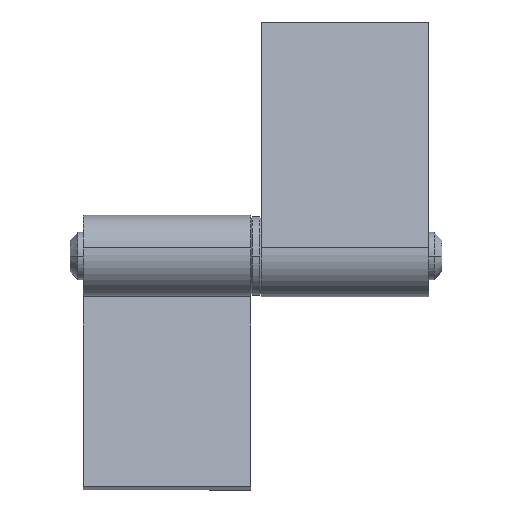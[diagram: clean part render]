
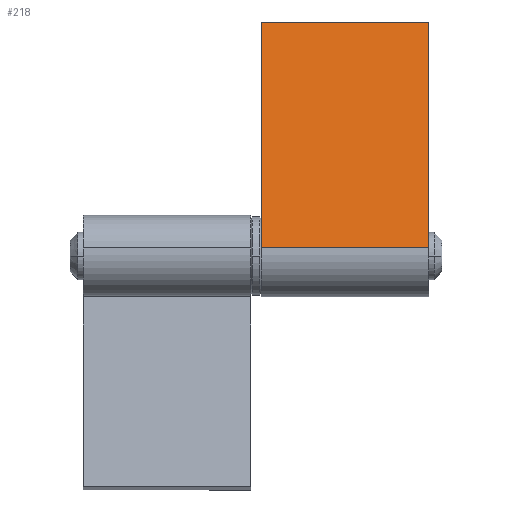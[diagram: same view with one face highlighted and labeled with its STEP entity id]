
A CAD part, left-side view. The second image highlights one B-rep face of the part: STEP entity #218.
In plain terms, the highlighted face is planar.
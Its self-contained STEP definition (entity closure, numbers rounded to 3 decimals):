
#45 = VERTEX_POINT ( 'NONE', #281 ) ;
#184 = VERTEX_POINT ( 'NONE', #507 ) ;
#186 = EDGE_CURVE ( 'NONE', #45, #184, #506, .T. ) ;
#196 = ORIENTED_EDGE ( 'NONE', *, *, #197, .F. ) ;
#197 = EDGE_CURVE ( 'NONE', #45, #225, #674, .T. ) ;
#198 = ORIENTED_EDGE ( 'NONE', *, *, #186, .T. ) ;
#218 = ADVANCED_FACE ( 'NONE', ( #619 ), #618, .F. ) ;
#219 = EDGE_LOOP ( 'NONE', ( #220, #223, #196, #198 ) ) ;
#220 = ORIENTED_EDGE ( 'NONE', *, *, #221, .T. ) ;
#221 = EDGE_CURVE ( 'NONE', #184, #222, #523, .T. ) ;
#222 = VERTEX_POINT ( 'NONE', #519 ) ;
#223 = ORIENTED_EDGE ( 'NONE', *, *, #224, .F. ) ;
#224 = EDGE_CURVE ( 'NONE', #225, #222, #518, .T. ) ;
#225 = VERTEX_POINT ( 'NONE', #514 ) ;
#281 = CARTESIAN_POINT ( 'NONE',  ( 0., 32., 7.75 ) ) ;
#503 = DIRECTION ( 'NONE',  ( 0., -1., 0. ) ) ;
#504 = VECTOR ( 'NONE', #503, 1000. ) ;
#505 = CARTESIAN_POINT ( 'NONE',  ( 0., 32., 7.75 ) ) ;
#506 = LINE ( 'NONE', #505, #504 ) ;
#507 = CARTESIAN_POINT ( 'NONE',  ( 0., 0., 7.75 ) ) ;
#514 = CARTESIAN_POINT ( 'NONE',  ( 44., 32., 7.75 ) ) ;
#515 = DIRECTION ( 'NONE',  ( 0., -1., 0. ) ) ;
#516 = VECTOR ( 'NONE', #515, 1000. ) ;
#517 = CARTESIAN_POINT ( 'NONE',  ( 44., 32., 7.75 ) ) ;
#518 = LINE ( 'NONE', #517, #516 ) ;
#519 = CARTESIAN_POINT ( 'NONE',  ( 44., 0., 7.75 ) ) ;
#520 = DIRECTION ( 'NONE',  ( 1., 0., 0. ) ) ;
#521 = VECTOR ( 'NONE', #520, 1000. ) ;
#522 = CARTESIAN_POINT ( 'NONE',  ( 0., 0., 7.75 ) ) ;
#523 = LINE ( 'NONE', #522, #521 ) ;
#614 = DIRECTION ( 'NONE',  ( -1., 0., 0. ) ) ;
#615 = DIRECTION ( 'NONE',  ( 0., 0., -1. ) ) ;
#616 = CARTESIAN_POINT ( 'NONE',  ( 0., 32., 7.75 ) ) ;
#617 = AXIS2_PLACEMENT_3D ( 'NONE', #616, #615, #614 ) ;
#618 = PLANE ( 'NONE',  #617 ) ;
#619 = FACE_OUTER_BOUND ( 'NONE', #219, .T. ) ;
#671 = DIRECTION ( 'NONE',  ( 1., 0., 0. ) ) ;
#672 = VECTOR ( 'NONE', #671, 1000. ) ;
#673 = CARTESIAN_POINT ( 'NONE',  ( 0., 32., 7.75 ) ) ;
#674 = LINE ( 'NONE', #673, #672 ) ;
